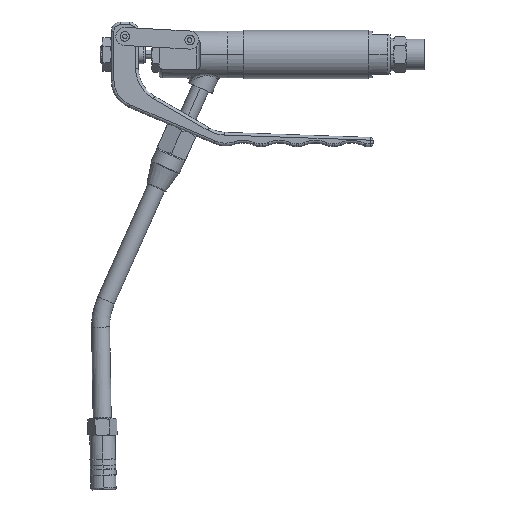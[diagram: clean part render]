
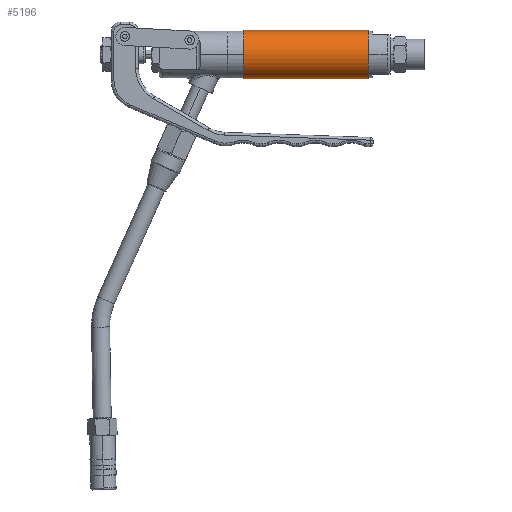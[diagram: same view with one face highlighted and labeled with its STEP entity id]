
A CAD part, front view. The second image highlights one B-rep face of the part: STEP entity #5196.
In plain terms, the highlighted cylindrical face has radius 13.335 mm (diameter 26.67 mm), a partial arc.
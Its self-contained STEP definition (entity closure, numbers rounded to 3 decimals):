
#4621=CARTESIAN_POINT('',(0.,0.,9.));
#4622=DIRECTION('',(0.,0.,-1.));
#4623=DIRECTION('',(0.,-1.,0.));
#4624=AXIS2_PLACEMENT_3D('',#4621,#4622,#4623);
#4631=DIRECTION('',(0.,0.,-1.));
#4632=VECTOR('',#4631,69.);
#4633=CARTESIAN_POINT('',(0.,-13.335,78.));
#4634=LINE('',#4633,#4632);
#4635=DIRECTION('',(0.,0.,-1.));
#4636=VECTOR('',#4635,69.);
#4637=CARTESIAN_POINT('',(0.,13.335,78.));
#4638=LINE('',#4637,#4636);
#4639=CARTESIAN_POINT('',(0.,0.,78.));
#4640=DIRECTION('',(0.,0.,-1.));
#4641=DIRECTION('',(0.,-1.,0.));
#4642=AXIS2_PLACEMENT_3D('',#4639,#4640,#4641);
#5064=CARTESIAN_POINT('',(0.,-13.335,78.));
#5065=CARTESIAN_POINT('',(0.,-13.335,9.));
#5066=VERTEX_POINT('',#5064);
#5067=VERTEX_POINT('',#5065);
#5068=CARTESIAN_POINT('',(0.,13.335,78.));
#5069=CARTESIAN_POINT('',(0.,13.335,9.));
#5070=VERTEX_POINT('',#5068);
#5071=VERTEX_POINT('',#5069);
#5182=CARTESIAN_POINT('',(0.,0.,5.55));
#5183=DIRECTION('',(0.,0.,1.));
#5184=DIRECTION('',(0.,1.,0.));
#5185=AXIS2_PLACEMENT_3D('',#5182,#5183,#5184);
#5186=CYLINDRICAL_SURFACE('',#5185,13.335);
#5188=ORIENTED_EDGE('',*,*,#5187,.T.);
#5189=ORIENTED_EDGE('',*,*,#5170,.T.);
#5191=ORIENTED_EDGE('',*,*,#5190,.F.);
#5193=ORIENTED_EDGE('',*,*,#5192,.F.);
#5194=EDGE_LOOP('',(#5188,#5189,#5191,#5193));
#5195=FACE_OUTER_BOUND('',#5194,.F.);
#5196=ADVANCED_FACE('',(#5195),#5186,.T.);
#4625=CIRCLE('',#4624,13.335);
#4643=CIRCLE('',#4642,13.335);
#5170=EDGE_CURVE('',#5067,#5071,#4625,.T.);
#5187=EDGE_CURVE('',#5066,#5067,#4634,.T.);
#5190=EDGE_CURVE('',#5070,#5071,#4638,.T.);
#5192=EDGE_CURVE('',#5066,#5070,#4643,.T.);
